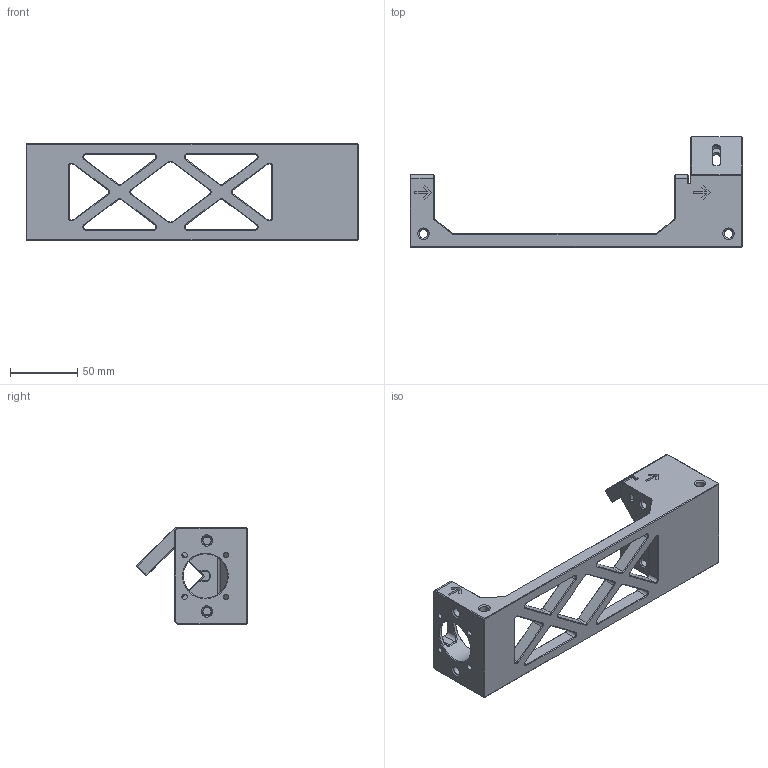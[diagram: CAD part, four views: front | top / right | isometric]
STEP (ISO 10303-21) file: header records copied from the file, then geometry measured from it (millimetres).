
FILE_DESCRIPTION(/* description */ (''),/* implementation_level */ '2;1');
FILE_NAME(/* name */ '96f51ea3-8d3c-45f9-8698-29e4405a9403.stp',/* time_stamp */ '2019-01-20T16:20:40-05:00',/* author */ (''),/* organization */ (''),/* preprocessor_version */ 'ST-DEVELOPER v17.2',/* originating_system */ 'Autodesk Translation Framework v7.6.0.251',/* authorisation */ '');
FILE_SCHEMA (('AUTOMOTIVE_DESIGN { 1 0 10303 214 3 1 1 }'));
Length unit declared in the file: millimetre
Products named in the file (1): Base
Bounding box: 247 x 82.25 x 72 mm (x, y, z)
Volume: 305869.6 mm3; surface area: 69773.3 mm2
Topology: 1 solids, 1 shells, 993 faces, 2586 edges, 1643 vertices
Faces by surface type: plane 464, bspline 373, cone 89, cylinder 67
Full cylindrical faces by diameter (mm): 3.3 x8, 4 x4, 5.9 x4, 6 x4, 6.2 x2, 6.5 x2, 6.6 x2, 33 x1
Entity records: 34190 total; most frequent: CARTESIAN_POINT 12234, ORIENTED_EDGE 5176, DIRECTION 3290, EDGE_CURVE 2588, VERTEX_POINT 1645, LINE 1596, VECTOR 1596, EDGE_LOOP 1103
